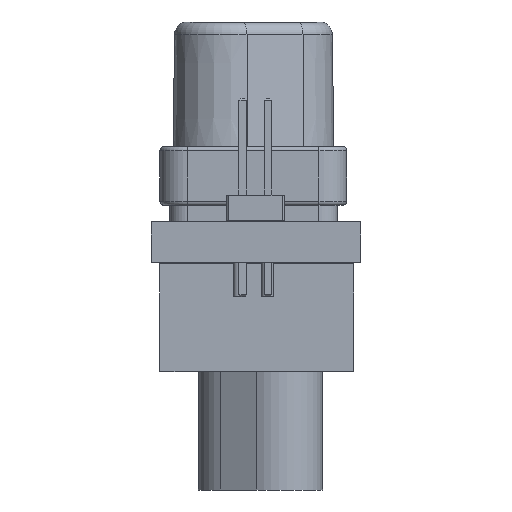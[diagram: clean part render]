
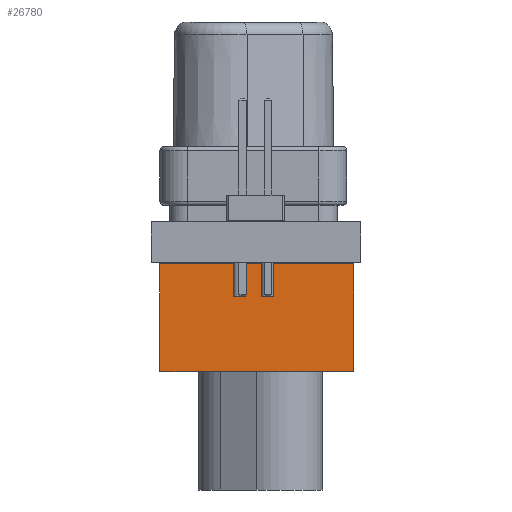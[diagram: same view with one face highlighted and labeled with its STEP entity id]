
A CAD part, left-side view. The second image highlights one B-rep face of the part: STEP entity #26780.
In plain terms, the highlighted planar face has unit normal (-1, 0, 0).
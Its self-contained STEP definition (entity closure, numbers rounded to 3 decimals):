
#26426 = PLANE('',#26427);
#26427 = AXIS2_PLACEMENT_3D('',#26428,#26429,#26430);
#26428 = CARTESIAN_POINT('',(0.,0.,0.));
#26429 = DIRECTION('',(0.,1.,0.));
#26430 = DIRECTION('',(0.,0.,1.));
#26476 = PLANE('',#26477);
#26477 = AXIS2_PLACEMENT_3D('',#26478,#26479,#26480);
#26478 = CARTESIAN_POINT('',(0.,4.24,0.));
#26479 = DIRECTION('',(0.,1.,0.));
#26480 = DIRECTION('',(0.,0.,1.));
#26644 = PLANE('',#26645);
#26645 = AXIS2_PLACEMENT_3D('',#26646,#26647,#26648);
#26646 = CARTESIAN_POINT('',(0.,4.24,0.));
#26647 = DIRECTION('',(0.,0.,-1.));
#26648 = DIRECTION('',(-1.,0.,0.));
#26693 = PLANE('',#26694);
#26694 = AXIS2_PLACEMENT_3D('',#26695,#26696,#26697);
#26695 = CARTESIAN_POINT('',(0.,4.24,7.62));
#26696 = DIRECTION('',(0.,0.,-1.));
#26697 = DIRECTION('',(-1.,0.,0.));
#26709 = VERTEX_POINT('',#26710);
#26710 = CARTESIAN_POINT('',(0.,0.,0.));
#26731 = EDGE_CURVE('',#26732,#26709,#26734,.T.);
#26732 = VERTEX_POINT('',#26733);
#26733 = CARTESIAN_POINT('',(0.,4.24,0.));
#26734 = SURFACE_CURVE('',#26735,(#26739,#26746),.PCURVE_S1.);
#26735 = LINE('',#26736,#26737);
#26736 = CARTESIAN_POINT('',(0.,4.24,0.));
#26737 = VECTOR('',#26738,1.);
#26738 = DIRECTION('',(0.,-1.,0.));
#26739 = PCURVE('',#26644,#26740);
#26740 = DEFINITIONAL_REPRESENTATION('',(#26741),#26745);
#26741 = LINE('',#26742,#26743);
#26742 = CARTESIAN_POINT('',(0.,0.));
#26743 = VECTOR('',#26744,1.);
#26744 = DIRECTION('',(0.,-1.));
#26745 = ( GEOMETRIC_REPRESENTATION_CONTEXT(2) 
PARAMETRIC_REPRESENTATION_CONTEXT() REPRESENTATION_CONTEXT('2D SPACE',''
  ) );
#26746 = PCURVE('',#26747,#26752);
#26747 = PLANE('',#26748);
#26748 = AXIS2_PLACEMENT_3D('',#26749,#26750,#26751);
#26749 = CARTESIAN_POINT('',(0.,4.24,0.));
#26750 = DIRECTION('',(1.,0.,0.));
#26751 = DIRECTION('',(0.,0.,-1.));
#26752 = DEFINITIONAL_REPRESENTATION('',(#26753),#26757);
#26753 = LINE('',#26754,#26755);
#26754 = CARTESIAN_POINT('',(0.,0.));
#26755 = VECTOR('',#26756,1.);
#26756 = DIRECTION('',(0.,-1.));
#26757 = ( GEOMETRIC_REPRESENTATION_CONTEXT(2) 
PARAMETRIC_REPRESENTATION_CONTEXT() REPRESENTATION_CONTEXT('2D SPACE',''
  ) );
#26780 = ADVANCED_FACE('',(#26781),#26747,.F.);
#26781 = FACE_BOUND('',#26782,.F.);
#26782 = EDGE_LOOP('',(#26783,#26784,#26807,#26830));
#26783 = ORIENTED_EDGE('',*,*,#26731,.F.);
#26784 = ORIENTED_EDGE('',*,*,#26785,.T.);
#26785 = EDGE_CURVE('',#26732,#26786,#26788,.T.);
#26786 = VERTEX_POINT('',#26787);
#26787 = CARTESIAN_POINT('',(0.,4.24,7.62));
#26788 = SURFACE_CURVE('',#26789,(#26793,#26800),.PCURVE_S1.);
#26789 = LINE('',#26790,#26791);
#26790 = CARTESIAN_POINT('',(0.,4.24,0.));
#26791 = VECTOR('',#26792,1.);
#26792 = DIRECTION('',(0.,0.,1.));
#26793 = PCURVE('',#26747,#26794);
#26794 = DEFINITIONAL_REPRESENTATION('',(#26795),#26799);
#26795 = LINE('',#26796,#26797);
#26796 = CARTESIAN_POINT('',(0.,0.));
#26797 = VECTOR('',#26798,1.);
#26798 = DIRECTION('',(-1.,0.));
#26799 = ( GEOMETRIC_REPRESENTATION_CONTEXT(2) 
PARAMETRIC_REPRESENTATION_CONTEXT() REPRESENTATION_CONTEXT('2D SPACE',''
  ) );
#26800 = PCURVE('',#26476,#26801);
#26801 = DEFINITIONAL_REPRESENTATION('',(#26802),#26806);
#26802 = LINE('',#26803,#26804);
#26803 = CARTESIAN_POINT('',(0.,0.));
#26804 = VECTOR('',#26805,1.);
#26805 = DIRECTION('',(1.,0.));
#26806 = ( GEOMETRIC_REPRESENTATION_CONTEXT(2) 
PARAMETRIC_REPRESENTATION_CONTEXT() REPRESENTATION_CONTEXT('2D SPACE',''
  ) );
#26807 = ORIENTED_EDGE('',*,*,#26808,.T.);
#26808 = EDGE_CURVE('',#26786,#26809,#26811,.T.);
#26809 = VERTEX_POINT('',#26810);
#26810 = CARTESIAN_POINT('',(0.,0.,7.62));
#26811 = SURFACE_CURVE('',#26812,(#26816,#26823),.PCURVE_S1.);
#26812 = LINE('',#26813,#26814);
#26813 = CARTESIAN_POINT('',(0.,4.24,7.62));
#26814 = VECTOR('',#26815,1.);
#26815 = DIRECTION('',(0.,-1.,0.));
#26816 = PCURVE('',#26747,#26817);
#26817 = DEFINITIONAL_REPRESENTATION('',(#26818),#26822);
#26818 = LINE('',#26819,#26820);
#26819 = CARTESIAN_POINT('',(-7.62,0.));
#26820 = VECTOR('',#26821,1.);
#26821 = DIRECTION('',(0.,-1.));
#26822 = ( GEOMETRIC_REPRESENTATION_CONTEXT(2) 
PARAMETRIC_REPRESENTATION_CONTEXT() REPRESENTATION_CONTEXT('2D SPACE',''
  ) );
#26823 = PCURVE('',#26693,#26824);
#26824 = DEFINITIONAL_REPRESENTATION('',(#26825),#26829);
#26825 = LINE('',#26826,#26827);
#26826 = CARTESIAN_POINT('',(0.,0.));
#26827 = VECTOR('',#26828,1.);
#26828 = DIRECTION('',(0.,-1.));
#26829 = ( GEOMETRIC_REPRESENTATION_CONTEXT(2) 
PARAMETRIC_REPRESENTATION_CONTEXT() REPRESENTATION_CONTEXT('2D SPACE',''
  ) );
#26830 = ORIENTED_EDGE('',*,*,#26831,.F.);
#26831 = EDGE_CURVE('',#26709,#26809,#26832,.T.);
#26832 = SURFACE_CURVE('',#26833,(#26837,#26844),.PCURVE_S1.);
#26833 = LINE('',#26834,#26835);
#26834 = CARTESIAN_POINT('',(0.,0.,0.));
#26835 = VECTOR('',#26836,1.);
#26836 = DIRECTION('',(0.,0.,1.));
#26837 = PCURVE('',#26747,#26838);
#26838 = DEFINITIONAL_REPRESENTATION('',(#26839),#26843);
#26839 = LINE('',#26840,#26841);
#26840 = CARTESIAN_POINT('',(0.,-4.24));
#26841 = VECTOR('',#26842,1.);
#26842 = DIRECTION('',(-1.,0.));
#26843 = ( GEOMETRIC_REPRESENTATION_CONTEXT(2) 
PARAMETRIC_REPRESENTATION_CONTEXT() REPRESENTATION_CONTEXT('2D SPACE',''
  ) );
#26844 = PCURVE('',#26426,#26845);
#26845 = DEFINITIONAL_REPRESENTATION('',(#26846),#26850);
#26846 = LINE('',#26847,#26848);
#26847 = CARTESIAN_POINT('',(0.,0.));
#26848 = VECTOR('',#26849,1.);
#26849 = DIRECTION('',(1.,0.));
#26850 = ( GEOMETRIC_REPRESENTATION_CONTEXT(2) 
PARAMETRIC_REPRESENTATION_CONTEXT() REPRESENTATION_CONTEXT('2D SPACE',''
  ) );
